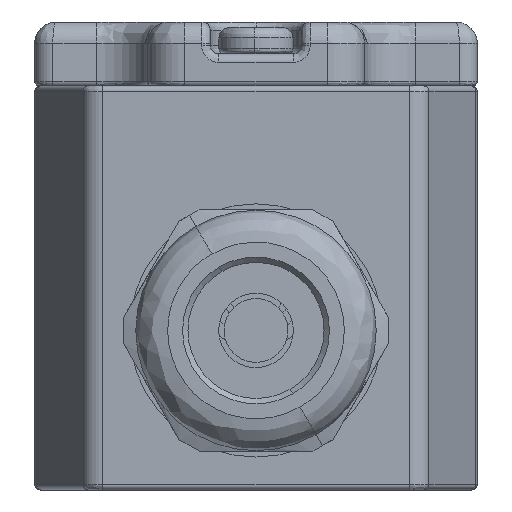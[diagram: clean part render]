
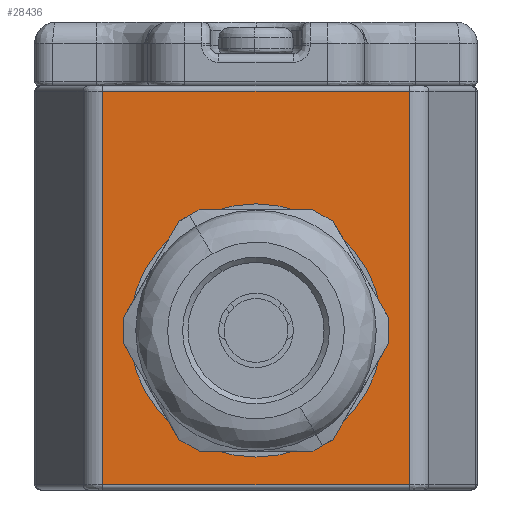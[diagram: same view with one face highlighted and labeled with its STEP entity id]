
A CAD part, front view. The second image highlights one B-rep face of the part: STEP entity #28436.
In plain terms, the highlighted planar face has unit normal (0, -1, 0).
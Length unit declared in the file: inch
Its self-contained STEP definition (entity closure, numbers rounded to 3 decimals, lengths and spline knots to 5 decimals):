
#383 = ORIENTED_EDGE ( 'NONE', *, *, #10839, .F. ) ;
#4120 = CARTESIAN_POINT ( 'NONE',  ( 0., -3.14961, 0.59055 ) ) ;
#4798 = VERTEX_POINT ( 'NONE', #13928 ) ;
#5390 = ORIENTED_EDGE ( 'NONE', *, *, #62651, .F. ) ;
#7156 = CIRCLE ( 'NONE', #43387, 0.43307 ) ;
#7583 = CARTESIAN_POINT ( 'NONE',  ( 0., -3.14961, 1.02362 ) ) ;
#8313 = DIRECTION ( 'NONE',  ( 0., -1., 0. ) ) ;
#8421 = EDGE_CURVE ( 'NONE', #14988, #54243, #7156, .T. ) ;
#10839 = EDGE_CURVE ( 'NONE', #30911, #58170, #39036, .T. ) ;
#10962 = PLANE ( 'NONE',  #34881 ) ;
#11950 = CARTESIAN_POINT ( 'NONE',  ( 0.56697, -3.14961, 1.49606 ) ) ;
#11964 = LINE ( 'NONE', #31737, #38805 ) ;
#13497 = VECTOR ( 'NONE', #33523, 39.37008 ) ;
#13928 = CARTESIAN_POINT ( 'NONE',  ( 0.56697, -3.14961, 0.01969 ) ) ;
#14800 = ORIENTED_EDGE ( 'NONE', *, *, #20444, .F. ) ;
#14988 = VERTEX_POINT ( 'NONE', #52794 ) ;
#17164 = LINE ( 'NONE', #11950, #49898 ) ;
#20444 = EDGE_CURVE ( 'NONE', #58170, #37070, #53646, .T. ) ;
#22414 = EDGE_CURVE ( 'NONE', #54243, #14988, #34373, .T. ) ;
#24594 = FACE_OUTER_BOUND ( 'NONE', #33107, .T. ) ;
#24829 = VECTOR ( 'NONE', #58178, 39.37008 ) ;
#28436 = ADVANCED_FACE ( 'NONE', ( #24594, #40457 ), #10962, .F. ) ;
#28479 = CARTESIAN_POINT ( 'NONE',  ( -0.56697, -3.14961, 0.01969 ) ) ;
#30911 = VERTEX_POINT ( 'NONE', #28479 ) ;
#31737 = CARTESIAN_POINT ( 'NONE',  ( -0.8189, -3.14961, 0.01969 ) ) ;
#33107 = EDGE_LOOP ( 'NONE', ( #5390, #51547, #14800, #383 ) ) ;
#33523 = DIRECTION ( 'NONE',  ( 1., 0., 0. ) ) ;
#34172 = CARTESIAN_POINT ( 'NONE',  ( -0.8189, -3.14961, 1.47638 ) ) ;
#34373 = CIRCLE ( 'NONE', #50968, 0.43307 ) ;
#34629 = DIRECTION ( 'NONE',  ( 0., 1., 0. ) ) ;
#34881 = AXIS2_PLACEMENT_3D ( 'NONE', #54087, #34629, #34954 ) ;
#34954 = DIRECTION ( 'NONE',  ( 0., 0., 1. ) ) ;
#37070 = VERTEX_POINT ( 'NONE', #63879 ) ;
#37791 = DIRECTION ( 'NONE',  ( 1., 0., 0. ) ) ;
#38805 = VECTOR ( 'NONE', #51510, 39.37008 ) ;
#39036 = LINE ( 'NONE', #62728, #24829 ) ;
#40457 = FACE_BOUND ( 'NONE', #55874, .T. ) ;
#42198 = EDGE_CURVE ( 'NONE', #37070, #4798, #17164, .T. ) ;
#43387 = AXIS2_PLACEMENT_3D ( 'NONE', #4120, #8313, #37791 ) ;
#43590 = DIRECTION ( 'NONE',  ( 0., -1., 0. ) ) ;
#46934 = DIRECTION ( 'NONE',  ( 0., 0., -1. ) ) ;
#47808 = DIRECTION ( 'NONE',  ( 1., 0., 0. ) ) ;
#49050 = CARTESIAN_POINT ( 'NONE',  ( -0.56697, -3.14961, 1.47638 ) ) ;
#49898 = VECTOR ( 'NONE', #46934, 39.37008 ) ;
#50968 = AXIS2_PLACEMENT_3D ( 'NONE', #62102, #43590, #47808 ) ;
#51510 = DIRECTION ( 'NONE',  ( -1., 0., 0. ) ) ;
#51547 = ORIENTED_EDGE ( 'NONE', *, *, #42198, .F. ) ;
#52794 = CARTESIAN_POINT ( 'NONE',  ( 0., -3.14961, 0.15748 ) ) ;
#53646 = LINE ( 'NONE', #34172, #13497 ) ;
#54087 = CARTESIAN_POINT ( 'NONE',  ( -0.8189, -3.14961, 1.49606 ) ) ;
#54243 = VERTEX_POINT ( 'NONE', #7583 ) ;
#55874 = EDGE_LOOP ( 'NONE', ( #57925, #56842 ) ) ;
#56842 = ORIENTED_EDGE ( 'NONE', *, *, #22414, .F. ) ;
#57925 = ORIENTED_EDGE ( 'NONE', *, *, #8421, .F. ) ;
#58170 = VERTEX_POINT ( 'NONE', #49050 ) ;
#58178 = DIRECTION ( 'NONE',  ( 0., 0., 1. ) ) ;
#62102 = CARTESIAN_POINT ( 'NONE',  ( 0., -3.14961, 0.59055 ) ) ;
#62651 = EDGE_CURVE ( 'NONE', #4798, #30911, #11964, .T. ) ;
#62728 = CARTESIAN_POINT ( 'NONE',  ( -0.56697, -3.14961, 1.49606 ) ) ;
#63879 = CARTESIAN_POINT ( 'NONE',  ( 0.56697, -3.14961, 1.47638 ) ) ;
